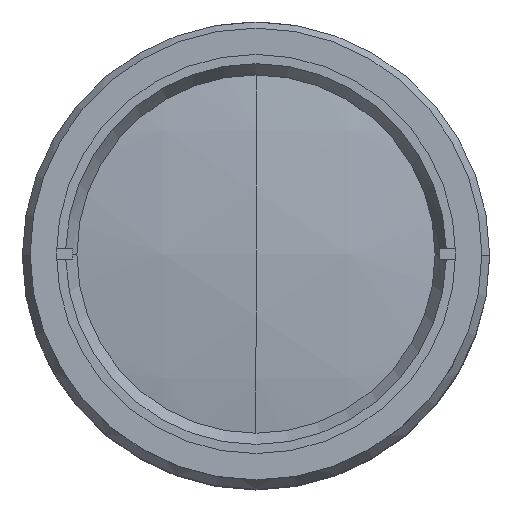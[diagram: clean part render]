
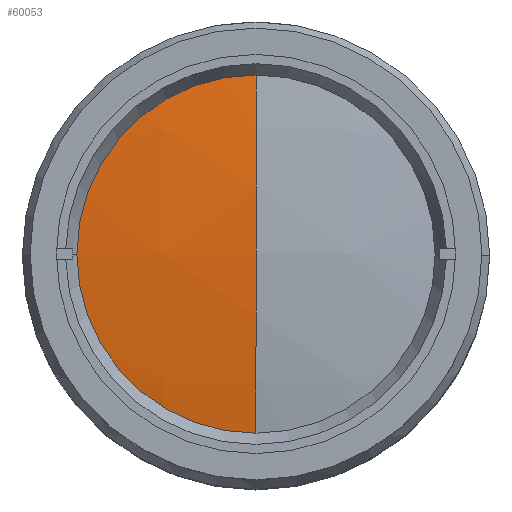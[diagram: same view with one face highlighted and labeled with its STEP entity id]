
A CAD part, top view. The second image highlights one B-rep face of the part: STEP entity #60053.
In plain terms, the highlighted spherical face has radius 148.805 mm.
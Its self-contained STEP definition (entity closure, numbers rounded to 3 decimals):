
#73 = CARTESIAN_POINT ( 'NONE',  ( 0., 0., -148.805 ) ) ;
#1024 = CIRCLE ( 'NONE', #2157, 148.805 ) ;
#2157 = AXIS2_PLACEMENT_3D ( 'NONE', #58690, #22375, #54848 ) ;
#3360 = CIRCLE ( 'NONE', #17682, 23.788 ) ;
#4570 = AXIS2_PLACEMENT_3D ( 'NONE', #13921, #39151, #28796 ) ;
#4845 = AXIS2_PLACEMENT_3D ( 'NONE', #73, #37715, #22187 ) ;
#5251 = FACE_OUTER_BOUND ( 'NONE', #9720, .T. ) ;
#9720 = EDGE_LOOP ( 'NONE', ( #54714, #29480, #30658, #38027 ) ) ;
#12752 = DIRECTION ( 'NONE',  ( 1., 0., 0. ) ) ;
#13921 = CARTESIAN_POINT ( 'NONE',  ( 0., 0., -1.914 ) ) ;
#14625 = DIRECTION ( 'NONE',  ( 0., 0., -1. ) ) ;
#17682 = AXIS2_PLACEMENT_3D ( 'NONE', #44190, #44533, #12752 ) ;
#21159 = SPHERICAL_SURFACE ( 'NONE', #4845, 148.805 ) ;
#21228 = VERTEX_POINT ( 'NONE', #61606 ) ;
#22187 = DIRECTION ( 'NONE',  ( 0., 1., 0. ) ) ;
#22262 = VERTEX_POINT ( 'NONE', #54118 ) ;
#22375 = DIRECTION ( 'NONE',  ( -1., 0., 0. ) ) ;
#24723 = EDGE_CURVE ( 'NONE', #65307, #59670, #1024, .T. ) ;
#24970 = AXIS2_PLACEMENT_3D ( 'NONE', #67193, #62004, #14625 ) ;
#28796 = DIRECTION ( 'NONE',  ( 1., 0., 0. ) ) ;
#29480 = ORIENTED_EDGE ( 'NONE', *, *, #43319, .T. ) ;
#30658 = ORIENTED_EDGE ( 'NONE', *, *, #24723, .T. ) ;
#34682 = CARTESIAN_POINT ( 'NONE',  ( 0., -23.788, -1.914 ) ) ;
#37715 = DIRECTION ( 'NONE',  ( -1., 0., 0. ) ) ;
#38027 = ORIENTED_EDGE ( 'NONE', *, *, #65330, .F. ) ;
#39151 = DIRECTION ( 'NONE',  ( 0., 0., 1. ) ) ;
#39676 = CARTESIAN_POINT ( 'NONE',  ( 0., 0., 0. ) ) ;
#43319 = EDGE_CURVE ( 'NONE', #21228, #65307, #3360, .T. ) ;
#44190 = CARTESIAN_POINT ( 'NONE',  ( 0., 0., -1.914 ) ) ;
#44533 = DIRECTION ( 'NONE',  ( 0., 0., 1. ) ) ;
#49205 = EDGE_CURVE ( 'NONE', #22262, #21228, #52034, .T. ) ;
#52034 = CIRCLE ( 'NONE', #4570, 23.788 ) ;
#54118 = CARTESIAN_POINT ( 'NONE',  ( 0., 23.788, -1.914 ) ) ;
#54714 = ORIENTED_EDGE ( 'NONE', *, *, #49205, .T. ) ;
#54848 = DIRECTION ( 'NONE',  ( 0., -1., 0. ) ) ;
#58690 = CARTESIAN_POINT ( 'NONE',  ( 0., 0., -148.805 ) ) ;
#59670 = VERTEX_POINT ( 'NONE', #39676 ) ;
#60053 = ADVANCED_FACE ( 'NONE', ( #5251 ), #21159, .T. ) ;
#61606 = CARTESIAN_POINT ( 'NONE',  ( -23.788, 0., -1.914 ) ) ;
#62004 = DIRECTION ( 'NONE',  ( 1., 0., 0. ) ) ;
#63635 = CIRCLE ( 'NONE', #24970, 148.805 ) ;
#65307 = VERTEX_POINT ( 'NONE', #34682 ) ;
#65330 = EDGE_CURVE ( 'NONE', #22262, #59670, #63635, .T. ) ;
#67193 = CARTESIAN_POINT ( 'NONE',  ( 0., 0., -148.805 ) ) ;
